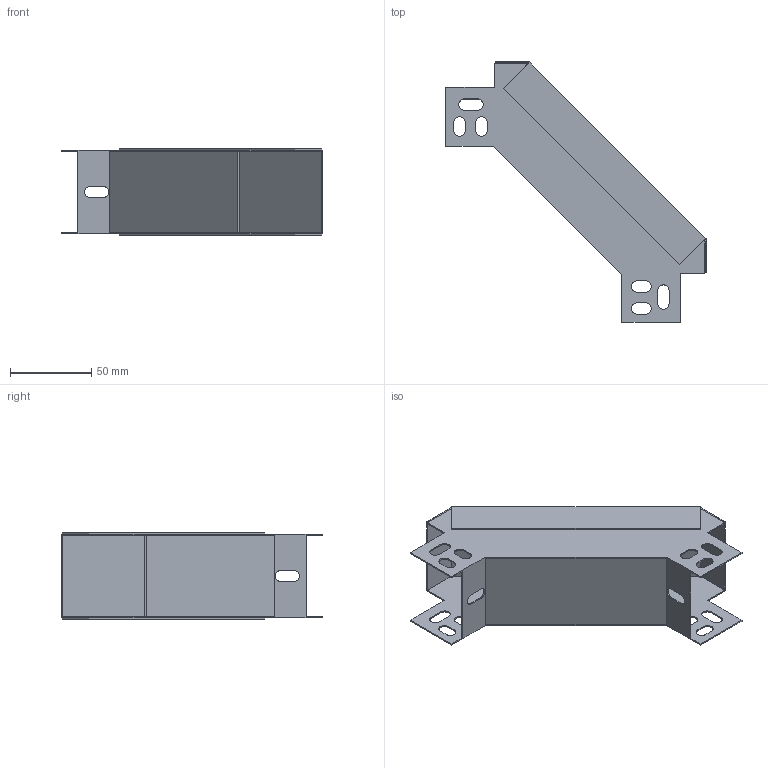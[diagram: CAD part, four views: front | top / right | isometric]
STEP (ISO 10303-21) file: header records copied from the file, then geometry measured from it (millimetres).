
FILE_DESCRIPTION (( 'STEP AP203' ), '1' );
FILE_NAME ('CLP1N-050-050-M-HDZ Ïîâîðîò íà 90 ãð. âåðòèêàëüíûé âíåøíèé 50õ50 IEK HDZ.STEP', '2016-03-02T07:18:18', ( '' ), ( '' ), 'SwSTEP 2.0', 'SolidWorks 2014', '' );
FILE_SCHEMA (( 'CONFIG_CONTROL_DESIGN' ));
Length unit declared in the file: millimetre
Products named in the file (1): CLP1N-050-050-M-HDZ Ïîâîðîò íà 90 ãð. âåðòèêàëüíûé âíåøíèé 50õ50 IEK HDZ
Bounding box: 160.16 x 160.16 x 53.2 mm (x, y, z)
Volume: 34765.7 mm3; surface area: 88442.8 mm2
Topology: 2 solids, 2 shells, 115 faces, 323 edges, 210 vertices
Faces by surface type: plane 85, cylinder 30
Entity records: 3792 total; most frequent: CARTESIAN_POINT 662, ORIENTED_EDGE 642, DIRECTION 605, EDGE_CURVE 321, LINE 259, VECTOR 259, VERTEX_POINT 210, AXIS2_PLACEMENT_3D 173
